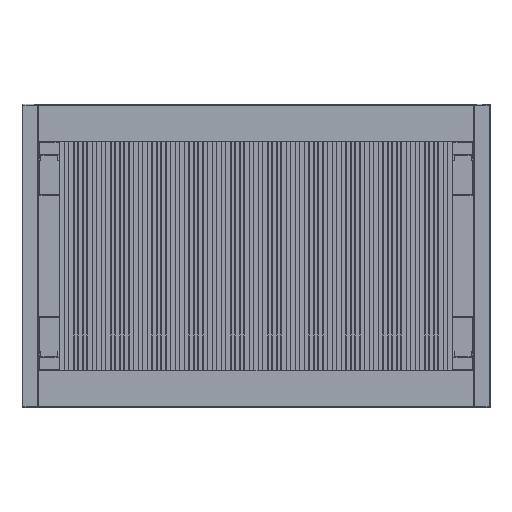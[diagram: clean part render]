
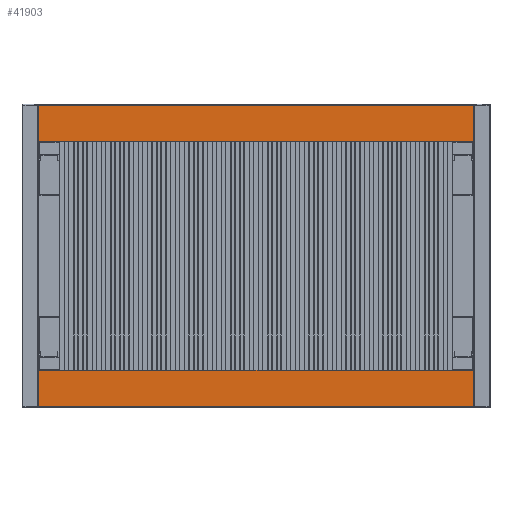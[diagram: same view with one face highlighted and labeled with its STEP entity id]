
A CAD part, top view. The second image highlights one B-rep face of the part: STEP entity #41903.
In plain terms, the highlighted face is planar.
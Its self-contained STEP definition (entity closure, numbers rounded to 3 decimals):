
#431=FACE_BOUND('',#5972,.T.);
#1654=PLANE('',#45849);
#3723=FACE_OUTER_BOUND('',#5971,.T.);
#5971=EDGE_LOOP('',(#36638,#36639,#36640,#36641));
#5972=EDGE_LOOP('',(#36642,#36643,#36644,#36645));
#7010=LINE('',#62624,#11248);
#7017=LINE('',#62650,#11255);
#7287=LINE('',#63759,#11525);
#7309=LINE('',#63802,#11547);
#7351=LINE('',#63920,#11589);
#7405=LINE('',#64065,#11643);
#7463=LINE('',#64290,#11701);
#7726=LINE('',#65032,#11964);
#11248=VECTOR('',#48225,10.);
#11255=VECTOR('',#48248,10.);
#11525=VECTOR('',#48984,10.);
#11547=VECTOR('',#49012,10.);
#11589=VECTOR('',#49122,10.);
#11643=VECTOR('',#49242,10.);
#11701=VECTOR('',#49416,10.);
#11964=VECTOR('',#50165,10.);
#17476=VERTEX_POINT('',#62621);
#17477=VERTEX_POINT('',#62623);
#17487=VERTEX_POINT('',#62647);
#17488=VERTEX_POINT('',#62649);
#17795=VERTEX_POINT('',#63756);
#17796=VERTEX_POINT('',#63758);
#17813=VERTEX_POINT('',#63799);
#17814=VERTEX_POINT('',#63801);
#21740=EDGE_CURVE('',#17477,#17476,#7010,.T.);
#21753=EDGE_CURVE('',#17488,#17487,#7017,.T.);
#22177=EDGE_CURVE('',#17796,#17795,#7287,.T.);
#22199=EDGE_CURVE('',#17814,#17813,#7309,.T.);
#22257=EDGE_CURVE('',#17476,#17488,#7351,.T.);
#22333=EDGE_CURVE('',#17487,#17477,#7405,.T.);
#22445=EDGE_CURVE('',#17813,#17796,#7463,.T.);
#22825=EDGE_CURVE('',#17795,#17814,#7726,.T.);
#36638=ORIENTED_EDGE('',*,*,#21740,.T.);
#36639=ORIENTED_EDGE('',*,*,#22257,.T.);
#36640=ORIENTED_EDGE('',*,*,#21753,.T.);
#36641=ORIENTED_EDGE('',*,*,#22333,.T.);
#36642=ORIENTED_EDGE('',*,*,#22825,.T.);
#36643=ORIENTED_EDGE('',*,*,#22199,.T.);
#36644=ORIENTED_EDGE('',*,*,#22445,.T.);
#36645=ORIENTED_EDGE('',*,*,#22177,.T.);
#41903=ADVANCED_FACE('',(#3723,#431),#1654,.T.);
#45849=AXIS2_PLACEMENT_3D('',#70964,#56357,#56358);
#48225=DIRECTION('',(1.,0.,0.));
#48248=DIRECTION('',(-1.,0.,0.));
#48984=DIRECTION('',(0.,1.,0.));
#49012=DIRECTION('',(0.,-1.,0.));
#49122=DIRECTION('',(0.,-1.,0.));
#49242=DIRECTION('',(0.,1.,0.));
#49416=DIRECTION('',(1.,0.,0.));
#50165=DIRECTION('',(-1.,0.,0.));
#56357=DIRECTION('center_axis',(0.,0.,-1.));
#56358=DIRECTION('ref_axis',(-1.,0.,0.));
#62621=CARTESIAN_POINT('',(251.,174.,-4.25));
#62623=CARTESIAN_POINT('',(-251.,174.,-4.25));
#62624=CARTESIAN_POINT('',(135.,174.,-4.25));
#62647=CARTESIAN_POINT('',(-251.,-174.,-4.25));
#62649=CARTESIAN_POINT('',(251.,-174.,-4.25));
#62650=CARTESIAN_POINT('',(-135.,-174.,-4.25));
#63756=CARTESIAN_POINT('',(250.5,131.75,-4.25));
#63758=CARTESIAN_POINT('',(250.5,-131.75,-4.25));
#63759=CARTESIAN_POINT('',(250.5,65.875,-4.25));
#63799=CARTESIAN_POINT('',(-250.5,-131.75,-4.25));
#63801=CARTESIAN_POINT('',(-250.5,131.75,-4.25));
#63802=CARTESIAN_POINT('',(-250.5,65.875,-4.25));
#63920=CARTESIAN_POINT('',(251.,-87.5,-4.25));
#64065=CARTESIAN_POINT('',(-251.,-87.5,-4.25));
#64290=CARTESIAN_POINT('',(125.25,-131.75,-4.25));
#65032=CARTESIAN_POINT('',(113.25,131.75,-4.25));
#70964=CARTESIAN_POINT('Origin',(0.,0.,
-4.25));
